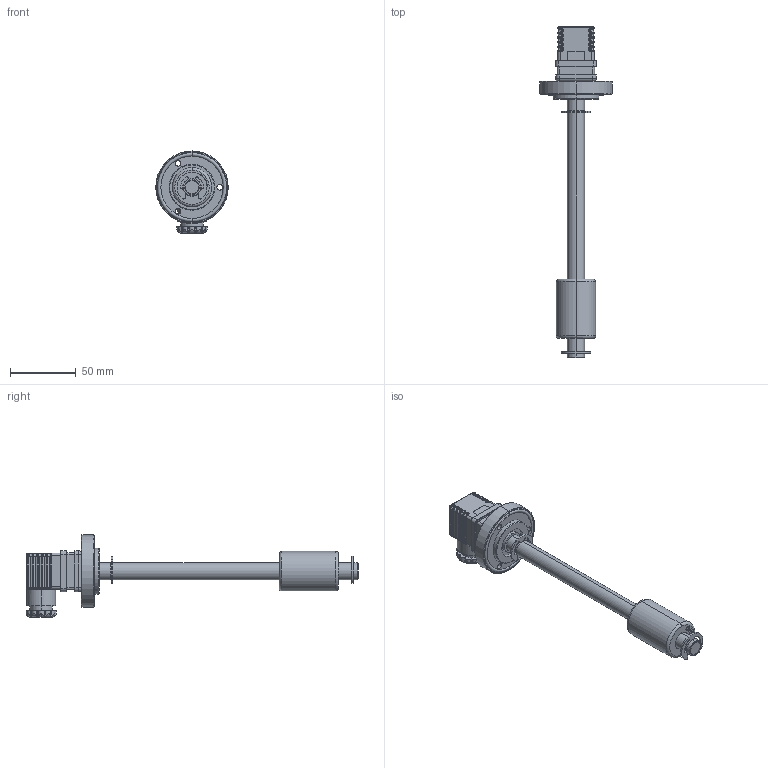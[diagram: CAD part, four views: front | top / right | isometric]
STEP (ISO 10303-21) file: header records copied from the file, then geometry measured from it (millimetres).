
FILE_DESCRIPTION (( 'STEP AP214' ), '1' );
FILE_NAME ('IMRT.STEP', '2020-02-13T08:56:17', ( '' ), ( '' ), 'SwSTEP 2.0', 'SolidWorks 2019', '' );
FILE_SCHEMA (( 'AUTOMOTIVE_DESIGN' ));
Length unit declared in the file: millimetre
Products named in the file (1): IMRT
Bounding box: 55 x 251.95 x 62.25 mm (x, y, z)
Surface area: 33974.3 mm2 (no closed solid volume)
Topology: 0 solids, 16 shells, 465 faces, 1356 edges, 872 vertices
Faces by surface type: cylinder 219, plane 118, bspline 60, torus 52, sphere 10, cone 6
Entity records: 23708 total; most frequent: CARTESIAN_POINT 6868, DIRECTION 2428, ORIENTED_EDGE 2354, EDGE_CURVE 1354, AXIS2_PLACEMENT_3D 952, VERTEX_POINT 872, CIRCLE 546, VECTOR 524
